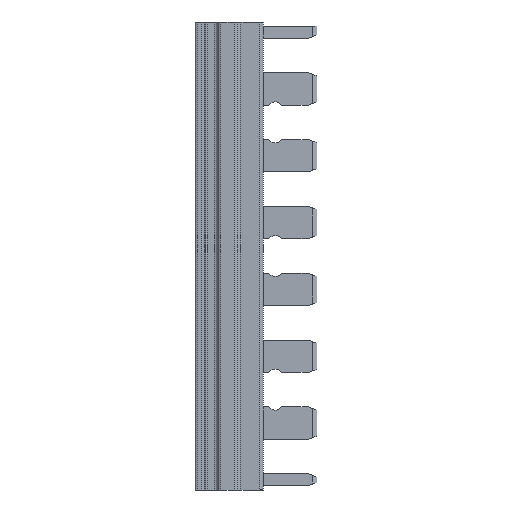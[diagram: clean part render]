
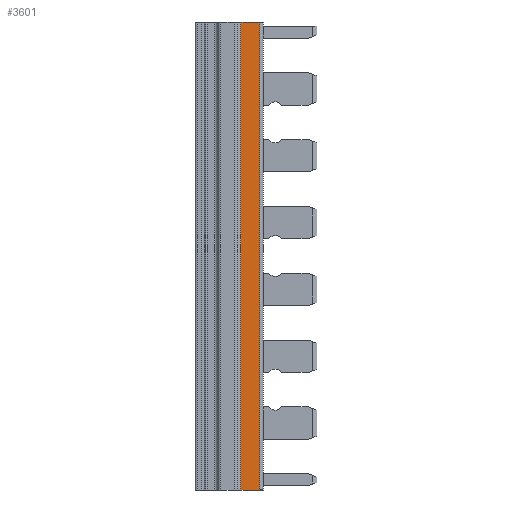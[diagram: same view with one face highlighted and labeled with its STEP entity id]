
A CAD part, left-side view. The second image highlights one B-rep face of the part: STEP entity #3601.
In plain terms, the highlighted planar face has unit normal (-1, 0, 0).
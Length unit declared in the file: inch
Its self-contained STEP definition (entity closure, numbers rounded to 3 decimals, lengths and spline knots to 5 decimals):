
#114 = CARTESIAN_POINT ( 'NONE',  ( -0.93046, 0.26599, -1.57695 ) ) ;
#123 = VERTEX_POINT ( 'NONE', #3049 ) ;
#126 = CARTESIAN_POINT ( 'NONE',  ( -0.93046, 0.26599, 2.18084 ) ) ;
#219 = EDGE_CURVE ( 'NONE', #4232, #931, #2777, .T. ) ;
#249 = CARTESIAN_POINT ( 'NONE',  ( -0.93046, 0.57912, 0.13171 ) ) ;
#357 = EDGE_CURVE ( 'NONE', #2451, #123, #995, .T. ) ;
#360 = DIRECTION ( 'NONE',  ( 0., 1., 0. ) ) ;
#891 = DIRECTION ( 'NONE',  ( 0., 0., 1. ) ) ;
#921 = LINE ( 'NONE', #3753, #4256 ) ;
#931 = VERTEX_POINT ( 'NONE', #3065 ) ;
#995 = LINE ( 'NONE', #1283, #3810 ) ;
#1283 = CARTESIAN_POINT ( 'NONE',  ( -0.93046, 0.19723, 2.18084 ) ) ;
#1400 = ORIENTED_EDGE ( 'NONE', *, *, #2041, .T. ) ;
#1724 = VECTOR ( 'NONE', #891, 39.37008 ) ;
#1906 = ORIENTED_EDGE ( 'NONE', *, *, #4263, .T. ) ;
#2041 = EDGE_CURVE ( 'NONE', #2451, #931, #3521, .T. ) ;
#2128 = DIRECTION ( 'NONE',  ( 0., -1., 0. ) ) ;
#2305 = ORIENTED_EDGE ( 'NONE', *, *, #357, .F. ) ;
#2362 = CARTESIAN_POINT ( 'NONE',  ( -0.93046, 0.27359, 2.18084 ) ) ;
#2451 = VERTEX_POINT ( 'NONE', #2683 ) ;
#2683 = CARTESIAN_POINT ( 'NONE',  ( -0.93046, 0.19723, 0.13171 ) ) ;
#2694 = DIRECTION ( 'NONE',  ( 1., 0., 0. ) ) ;
#2697 = AXIS2_PLACEMENT_3D ( 'NONE', #2362, #2694, #360 ) ;
#2728 = ORIENTED_EDGE ( 'NONE', *, *, #219, .F. ) ;
#2777 = LINE ( 'NONE', #126, #1724 ) ;
#2795 = VECTOR ( 'NONE', #4133, 39.37008 ) ;
#3049 = CARTESIAN_POINT ( 'NONE',  ( -0.93046, 0.19723, -1.57695 ) ) ;
#3065 = CARTESIAN_POINT ( 'NONE',  ( -0.93046, 0.26599, 0.13171 ) ) ;
#3095 = EDGE_LOOP ( 'NONE', ( #2305, #1400, #2728, #1906 ) ) ;
#3145 = FACE_OUTER_BOUND ( 'NONE', #3095, .T. ) ;
#3521 = LINE ( 'NONE', #249, #2795 ) ;
#3601 = ADVANCED_FACE ( 'NONE', ( #3145 ), #3669, .F. ) ;
#3669 = PLANE ( 'NONE',  #2697 ) ;
#3753 = CARTESIAN_POINT ( 'NONE',  ( -0.93046, 0.42557, -1.57695 ) ) ;
#3810 = VECTOR ( 'NONE', #3860, 39.37008 ) ;
#3860 = DIRECTION ( 'NONE',  ( 0., 0., -1. ) ) ;
#4133 = DIRECTION ( 'NONE',  ( 0., 1., 0. ) ) ;
#4232 = VERTEX_POINT ( 'NONE', #114 ) ;
#4256 = VECTOR ( 'NONE', #2128, 39.37008 ) ;
#4263 = EDGE_CURVE ( 'NONE', #4232, #123, #921, .T. ) ;
